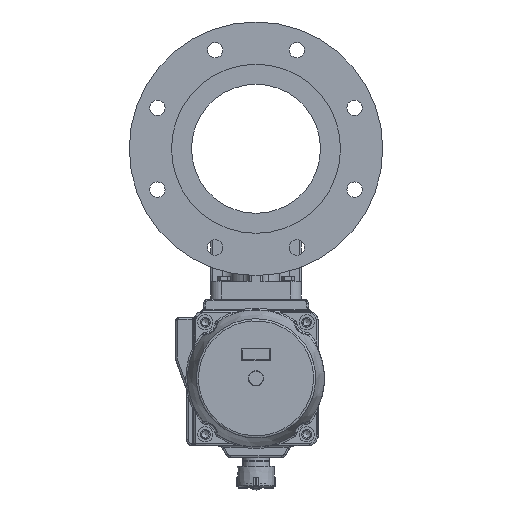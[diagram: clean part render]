
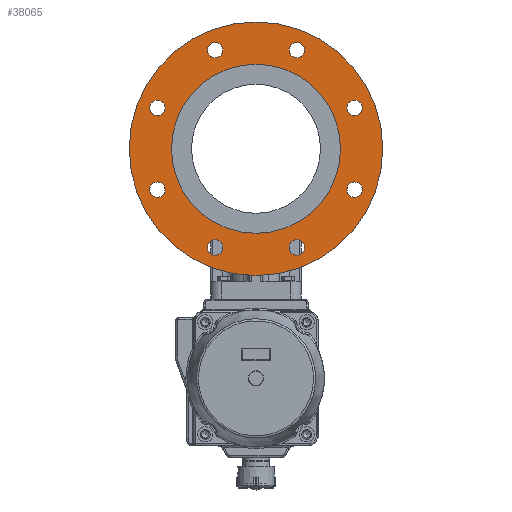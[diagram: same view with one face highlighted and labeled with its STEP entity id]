
A CAD part, front view. The second image highlights one B-rep face of the part: STEP entity #38065.
In plain terms, the highlighted planar face has unit normal (0, -1, 0).
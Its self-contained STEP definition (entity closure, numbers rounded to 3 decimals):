
#3637=CIRCLE('',#40236,142.5);
#3883=CIRCLE('',#40677,8.647);
#3884=CIRCLE('',#40679,8.647);
#3885=CIRCLE('',#40681,8.647);
#3886=CIRCLE('',#40683,8.647);
#3887=CIRCLE('',#40685,8.647);
#3888=CIRCLE('',#40687,8.647);
#3889=CIRCLE('',#40689,8.647);
#3890=CIRCLE('',#40691,8.647);
#3891=CIRCLE('',#40701,95.);
#6631=ORIENTED_EDGE('',*,*,#17034,.F.);
#6632=ORIENTED_EDGE('',*,*,#17035,.F.);
#6633=ORIENTED_EDGE('',*,*,#17036,.F.);
#6634=ORIENTED_EDGE('',*,*,#17037,.F.);
#6635=ORIENTED_EDGE('',*,*,#17038,.F.);
#6636=ORIENTED_EDGE('',*,*,#17039,.F.);
#6637=ORIENTED_EDGE('',*,*,#17040,.F.);
#6638=ORIENTED_EDGE('',*,*,#17033,.F.);
#6639=ORIENTED_EDGE('',*,*,#17041,.F.);
#6640=ORIENTED_EDGE('',*,*,#16431,.T.);
#16431=EDGE_CURVE('',#21941,#21941,#3637,.T.);
#17033=EDGE_CURVE('',#22325,#22325,#3883,.T.);
#17034=EDGE_CURVE('',#22326,#22326,#3884,.T.);
#17035=EDGE_CURVE('',#22327,#22327,#3885,.T.);
#17036=EDGE_CURVE('',#22328,#22328,#3886,.T.);
#17037=EDGE_CURVE('',#22329,#22329,#3887,.T.);
#17038=EDGE_CURVE('',#22330,#22330,#3888,.T.);
#17039=EDGE_CURVE('',#22331,#22331,#3889,.T.);
#17040=EDGE_CURVE('',#22332,#22332,#3890,.T.);
#17041=EDGE_CURVE('',#22333,#22333,#3891,.T.);
#21941=VERTEX_POINT('',#53090);
#22325=VERTEX_POINT('',#55652);
#22326=VERTEX_POINT('',#55655);
#22327=VERTEX_POINT('',#55658);
#22328=VERTEX_POINT('',#55661);
#22329=VERTEX_POINT('',#55664);
#22330=VERTEX_POINT('',#55667);
#22331=VERTEX_POINT('',#55670);
#22332=VERTEX_POINT('',#55673);
#22333=VERTEX_POINT('',#55684);
#29809=EDGE_LOOP('',(#6631));
#29810=EDGE_LOOP('',(#6632));
#29811=EDGE_LOOP('',(#6633));
#29812=EDGE_LOOP('',(#6634));
#29813=EDGE_LOOP('',(#6635));
#29814=EDGE_LOOP('',(#6636));
#29815=EDGE_LOOP('',(#6637));
#29816=EDGE_LOOP('',(#6638));
#29817=EDGE_LOOP('',(#6639));
#29818=EDGE_LOOP('',(#6640));
#32614=FACE_BOUND('',#29809,.T.);
#32615=FACE_BOUND('',#29810,.T.);
#32616=FACE_BOUND('',#29811,.T.);
#32617=FACE_BOUND('',#29812,.T.);
#32618=FACE_BOUND('',#29813,.T.);
#32619=FACE_BOUND('',#29814,.T.);
#32620=FACE_BOUND('',#29815,.T.);
#32621=FACE_BOUND('',#29816,.T.);
#32622=FACE_BOUND('',#29817,.T.);
#32623=FACE_BOUND('',#29818,.T.);
#35166=PLANE('',#40700);
#38065=ADVANCED_FACE('',(#32614,#32615,#32616,#32617,#32618,#32619,#32620,
#32621,#32622,#32623),#35166,.T.);
#40236=AXIS2_PLACEMENT_3D('',#53089,#43884,#43885);
#40677=AXIS2_PLACEMENT_3D('',#55651,#44962,#44963);
#40679=AXIS2_PLACEMENT_3D('',#55654,#44966,#44967);
#40681=AXIS2_PLACEMENT_3D('',#55657,#44970,#44971);
#40683=AXIS2_PLACEMENT_3D('',#55660,#44974,#44975);
#40685=AXIS2_PLACEMENT_3D('',#55663,#44978,#44979);
#40687=AXIS2_PLACEMENT_3D('',#55666,#44982,#44983);
#40689=AXIS2_PLACEMENT_3D('',#55669,#44986,#44987);
#40691=AXIS2_PLACEMENT_3D('',#55672,#44990,#44991);
#40700=AXIS2_PLACEMENT_3D('',#55682,#45008,#45009);
#40701=AXIS2_PLACEMENT_3D('',#55683,#45010,#45011);
#43884=DIRECTION('',(0.,-1.,0.));
#43885=DIRECTION('',(-1.,0.,0.));
#44962=DIRECTION('',(0.,-1.,0.));
#44963=DIRECTION('',(-1.,0.,0.));
#44966=DIRECTION('',(0.,-1.,0.));
#44967=DIRECTION('',(-1.,0.,0.));
#44970=DIRECTION('',(0.,-1.,0.));
#44971=DIRECTION('',(-1.,0.,0.));
#44974=DIRECTION('',(0.,-1.,0.));
#44975=DIRECTION('',(-1.,0.,0.));
#44978=DIRECTION('',(0.,-1.,0.));
#44979=DIRECTION('',(-1.,0.,0.));
#44982=DIRECTION('',(0.,-1.,0.));
#44983=DIRECTION('',(-1.,0.,0.));
#44986=DIRECTION('',(0.,-1.,0.));
#44987=DIRECTION('',(-1.,0.,0.));
#44990=DIRECTION('',(0.,-1.,0.));
#44991=DIRECTION('',(-1.,0.,0.));
#45008=DIRECTION('',(0.,-1.,0.));
#45009=DIRECTION('',(0.,0.,-1.));
#45010=DIRECTION('',(0.,-1.,0.));
#45011=DIRECTION('',(0.,0.,-1.));
#53089=CARTESIAN_POINT('',(0.,-108.,0.));
#53090=CARTESIAN_POINT('',(-142.5,-108.,0.));
#55651=CARTESIAN_POINT('',(45.922,-108.,-110.866));
#55652=CARTESIAN_POINT('',(37.275,-108.,-110.866));
#55654=CARTESIAN_POINT('',(110.866,-108.,-45.922));
#55655=CARTESIAN_POINT('',(102.219,-108.,-45.922));
#55657=CARTESIAN_POINT('',(110.866,-108.,45.922));
#55658=CARTESIAN_POINT('',(102.219,-108.,45.922));
#55660=CARTESIAN_POINT('',(45.922,-108.,110.866));
#55661=CARTESIAN_POINT('',(37.275,-108.,110.866));
#55663=CARTESIAN_POINT('',(-45.922,-108.,110.866));
#55664=CARTESIAN_POINT('',(-54.569,-108.,110.866));
#55666=CARTESIAN_POINT('',(-110.866,-108.,45.922));
#55667=CARTESIAN_POINT('',(-119.513,-108.,45.922));
#55669=CARTESIAN_POINT('',(-110.866,-108.,-45.922));
#55670=CARTESIAN_POINT('',(-119.513,-108.,-45.922));
#55672=CARTESIAN_POINT('',(-45.922,-108.,-110.866));
#55673=CARTESIAN_POINT('',(-54.569,-108.,-110.866));
#55682=CARTESIAN_POINT('',(0.,-108.,0.));
#55683=CARTESIAN_POINT('',(0.,-108.,0.));
#55684=CARTESIAN_POINT('',(0.,-108.,-95.));
